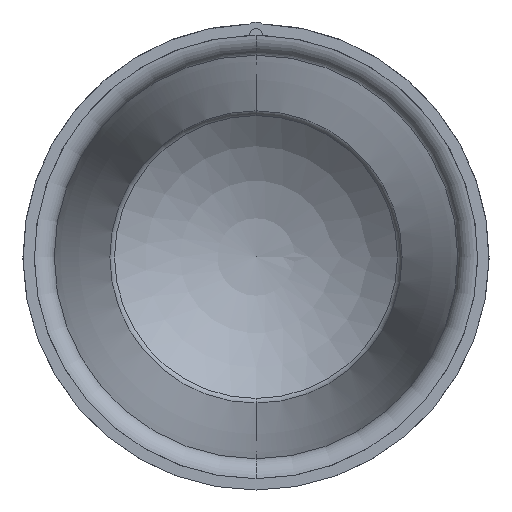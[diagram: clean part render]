
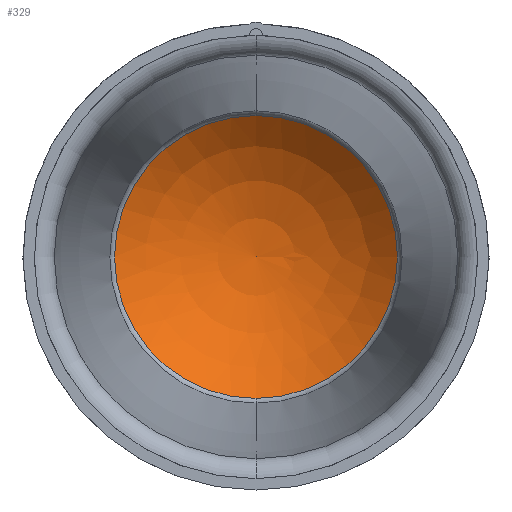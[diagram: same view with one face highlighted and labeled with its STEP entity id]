
A CAD part, front view. The second image highlights one B-rep face of the part: STEP entity #329.
In plain terms, the highlighted spherical face has radius 30.913 mm.
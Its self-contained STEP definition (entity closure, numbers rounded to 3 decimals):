
#12 = ORIENTED_EDGE ( 'NONE', *, *, #28, .F. ) ;
#28 = EDGE_CURVE ( 'NONE', #60, #613, #247, .T. ) ;
#31 = FACE_OUTER_BOUND ( 'NONE', #270, .T. ) ;
#56 = CARTESIAN_POINT ( 'NONE',  ( 0., 82.34, 0. ) ) ;
#60 = VERTEX_POINT ( 'NONE', #728 ) ;
#123 = CARTESIAN_POINT ( 'NONE',  ( 0., 82.34, -21.248 ) ) ;
#136 = AXIS2_PLACEMENT_3D ( 'NONE', #489, #251, #376 ) ;
#241 = AXIS2_PLACEMENT_3D ( 'NONE', #659, #381, #675 ) ;
#247 = CIRCLE ( 'NONE', #241, 21.248 ) ;
#251 = DIRECTION ( 'NONE',  ( 0., 1., 0. ) ) ;
#270 = EDGE_LOOP ( 'NONE', ( #357, #12 ) ) ;
#329 = ADVANCED_FACE ( 'NONE', ( #31 ), #741, .F. ) ;
#357 = ORIENTED_EDGE ( 'NONE', *, *, #524, .F. ) ;
#376 = DIRECTION ( 'NONE',  ( 1., 0., 0. ) ) ;
#381 = DIRECTION ( 'NONE',  ( 0., 1., 0. ) ) ;
#412 = CIRCLE ( 'NONE', #520, 21.248 ) ;
#489 = CARTESIAN_POINT ( 'NONE',  ( 0., 59.887, 0. ) ) ;
#520 = AXIS2_PLACEMENT_3D ( 'NONE', #56, #745, #530 ) ;
#524 = EDGE_CURVE ( 'NONE', #613, #60, #412, .T. ) ;
#530 = DIRECTION ( 'NONE',  ( 0., 0., -1. ) ) ;
#613 = VERTEX_POINT ( 'NONE', #123 ) ;
#659 = CARTESIAN_POINT ( 'NONE',  ( 0., 82.34, 0. ) ) ;
#675 = DIRECTION ( 'NONE',  ( 0., 0., -1. ) ) ;
#728 = CARTESIAN_POINT ( 'NONE',  ( 0., 82.34, 21.248 ) ) ;
#741 = SPHERICAL_SURFACE ( 'NONE', #136, 30.913 ) ;
#745 = DIRECTION ( 'NONE',  ( 0., 1., 0. ) ) ;
